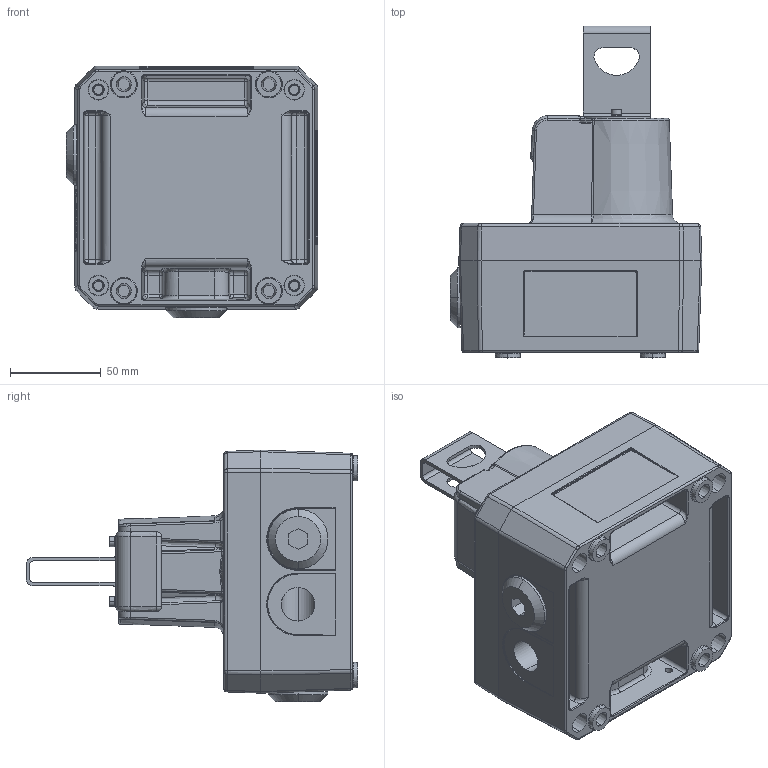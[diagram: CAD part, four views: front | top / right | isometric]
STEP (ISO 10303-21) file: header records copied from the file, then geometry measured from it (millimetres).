
FILE_DESCRIPTION (( 'STEP AP203' ), '1' );
FILE_NAME ('D234-05-201-3D_Issue_1-PB.STEP', '2020-03-19T14:53:24', ( '' ), ( '' ), 'SwSTEP 2.0', 'SolidWorks 2020', '' );
FILE_SCHEMA (( 'CONFIG_CONTROL_DESIGN' ));
Length unit declared in the file: millimetre
Products named in the file (11): base.STEP; pt cover_Moulding.STEP; SCHXSKTM3X8A4.STEP; D202-66-401-3D_Issue_1.STEP; SCHXSKTM6X50A4.STEP; WASGM3A4.STEP; M25_Stopping Gland.STEP; D234-05-201-3D_Issue_1-PB; D202-50-211-3D_Issue_3.STEP; D202-05-211-3D_Issue_1-PB.STEP; D202-66-402-3D_Issue_1.STEP
Assembly tree (16 placements, depth 3):
  D234-05-201-3D_Issue_1-PB
    D202-05-211-3D_Issue_1-PB.STEP
      base.STEP
      pt cover_Moulding.STEP
      SCHXSKTM6X50A4.STEP  x4
      M25_Stopping Gland.STEP  x2
      D202-66-402-3D_Issue_1.STEP
      D202-66-401-3D_Issue_1.STEP
      SCHXSKTM3X8A4.STEP  x2
      WASGM3A4.STEP  x2
      D202-50-211-3D_Issue_3.STEP
Bounding box: 138.84 x 183 x 138.84 mm (x, y, z)
Volume: 1255661.8 mm3; surface area: 193933.7 mm2
Topology: 19 solids, 19 shells, 1128 faces, 2727 edges, 1654 vertices
Faces by surface type: plane 430, cylinder 300, bspline 154, cone 141, torus 81, sphere 22
Entity records: 38084 total; most frequent: CARTESIAN_POINT 15235, ORIENTED_EDGE 4794, DIRECTION 4291, EDGE_CURVE 2397, AXIS2_PLACEMENT_3D 1712, VERTEX_POINT 1471, EDGE_LOOP 1072, FACE_OUTER_BOUND 985
